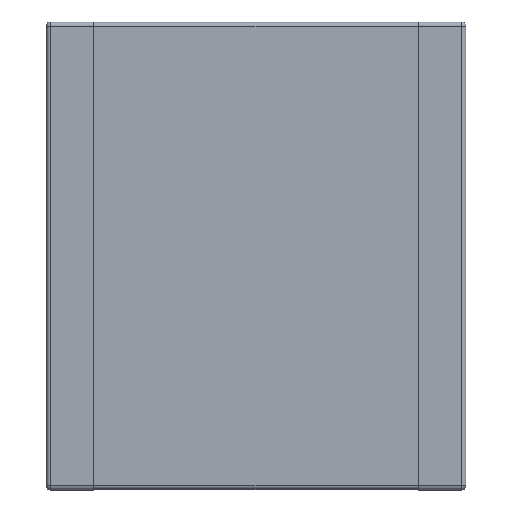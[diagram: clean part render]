
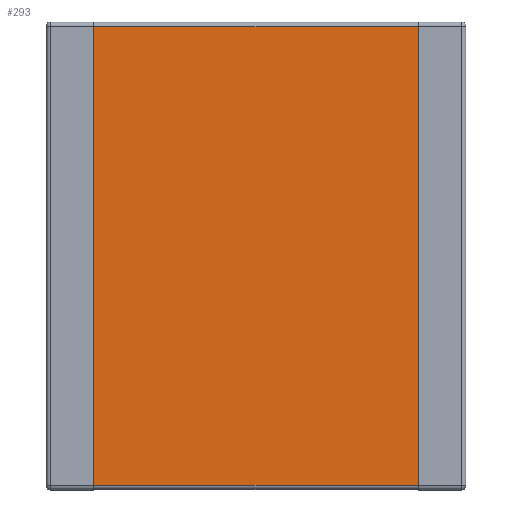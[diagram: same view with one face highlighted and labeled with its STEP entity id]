
A CAD part, top view. The second image highlights one B-rep face of the part: STEP entity #293.
In plain terms, the highlighted planar face has unit normal (0, 0, 1).
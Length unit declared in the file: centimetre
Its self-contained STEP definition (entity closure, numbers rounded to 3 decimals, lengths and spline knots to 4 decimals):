
#98 = AXIS2_PLACEMENT_3D ( 'NONE', #1920, #1921, #1922 ) ;
#104 = FACE_OUTER_BOUND ( 'NONE', #773, .T. ) ;
#155 = EDGE_CURVE ( 'NONE', #1378, #1409, #1556, .T. ) ;
#159 = EDGE_CURVE ( 'NONE', #1425, #1404, #1547, .T. ) ;
#174 = EDGE_CURVE ( 'NONE', #1425, #1409, #1531, .T. ) ;
#175 = EDGE_CURVE ( 'NONE', #1378, #1404, #1697, .T. ) ;
#293 = ADVANCED_FACE ( 'NONE', ( #104 ), #1919, .T. ) ;
#379 = VECTOR ( 'NONE', #1541, 100. ) ;
#389 = VECTOR ( 'NONE', #1599, 100. ) ;
#679 = VECTOR ( 'NONE', #1507, 100. ) ;
#687 = VECTOR ( 'NONE', #1607, 100. ) ;
#773 = EDGE_LOOP ( 'NONE', ( #1359, #1446, #1453, #1452 ) ) ;
#1195 = CARTESIAN_POINT ( 'NONE',  ( 0.22, 0.3113, 0.1292 ) ) ;
#1206 = CARTESIAN_POINT ( 'NONE',  ( 0.22, -0.3113, 0.1292 ) ) ;
#1211 = CARTESIAN_POINT ( 'NONE',  ( -0.22, 0.3113, 0.1292 ) ) ;
#1223 = CARTESIAN_POINT ( 'NONE',  ( -0.22, -0.3113, 0.1292 ) ) ;
#1359 = ORIENTED_EDGE ( 'NONE', *, *, #155, .T. ) ;
#1378 = VERTEX_POINT ( 'NONE', #1195 ) ;
#1404 = VERTEX_POINT ( 'NONE', #1206 ) ;
#1409 = VERTEX_POINT ( 'NONE', #1211 ) ;
#1425 = VERTEX_POINT ( 'NONE', #1223 ) ;
#1446 = ORIENTED_EDGE ( 'NONE', *, *, #174, .F. ) ;
#1452 = ORIENTED_EDGE ( 'NONE', *, *, #175, .F. ) ;
#1453 = ORIENTED_EDGE ( 'NONE', *, *, #159, .T. ) ;
#1507 = DIRECTION ( 'NONE',  ( 0., 1., 0. ) ) ;
#1531 = LINE ( 'NONE', #1606, #679 ) ;
#1534 = CARTESIAN_POINT ( 'NONE',  ( 0.22, -0.3175, 0.1292 ) ) ;
#1541 = DIRECTION ( 'NONE',  ( -1., 0., 0. ) ) ;
#1547 = LINE ( 'NONE', #1582, #389 ) ;
#1556 = LINE ( 'NONE', #1624, #379 ) ;
#1582 = CARTESIAN_POINT ( 'NONE',  ( 0., -0.3113, 0.1292 ) ) ;
#1599 = DIRECTION ( 'NONE',  ( 1., 0., 0. ) ) ;
#1606 = CARTESIAN_POINT ( 'NONE',  ( -0.22, -0.3175, 0.1292 ) ) ;
#1607 = DIRECTION ( 'NONE',  ( 0., -1., 0. ) ) ;
#1624 = CARTESIAN_POINT ( 'NONE',  ( 0., 0.3113, 0.1292 ) ) ;
#1697 = LINE ( 'NONE', #1534, #687 ) ;
#1919 = PLANE ( 'NONE',  #98 ) ;
#1920 = CARTESIAN_POINT ( 'NONE',  ( 0., -0.317, 0.1292 ) ) ;
#1921 = DIRECTION ( 'NONE',  ( 0., 0., 1. ) ) ;
#1922 = DIRECTION ( 'NONE',  ( 1., 0., 0. ) ) ;
